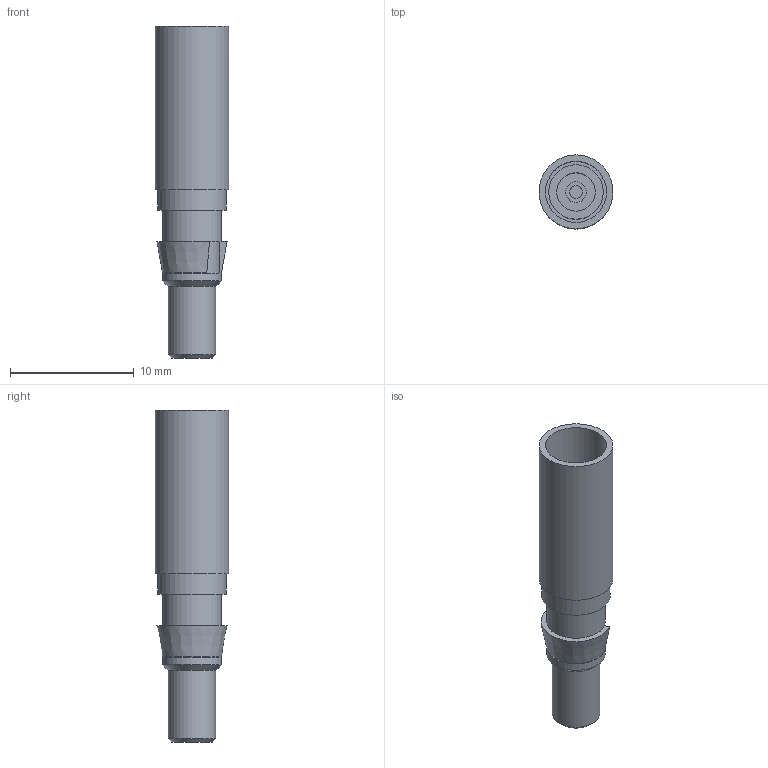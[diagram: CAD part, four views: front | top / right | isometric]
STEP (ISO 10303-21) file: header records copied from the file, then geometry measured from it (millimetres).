
FILE_DESCRIPTION(/* description */ ('Alibre Inc.'),/* implementation_level */ '2;1');
FILE_NAME(/* name */ 'export0',/* time_stamp */ '2010-07-08T10:44:04-07:00',/* author */ (''),/* organization */ (''),/* preprocessor_version */ 'ST-DEVELOPER v10',/* originating_system */ 'Alibre',/* authorisation */ '');
FILE_SCHEMA (('CONFIG_CONTROL_DESIGN'));
Length unit declared in the file: centimetre
Products named in the file (1): 110963
Bounding box: 5.97 x 5.97 x 26.8 mm (x, y, z)
Volume: 395.2 mm3; surface area: 1099.6 mm2
Topology: 1 solids, 1 shells, 405 faces, 1144 edges, 761 vertices
Faces by surface type: bspline 216, plane 159, cylinder 25, cone 4, torus 1
Full cylindrical faces by diameter (mm): 0.991 x1, 1.016 x1, 1.067 x1, 1.676 x1, 1.981 x1, 3.099 x1, 3.835 x1, 4.394 x1, 4.44 x1, 4.75 x2, 4.928 x1, 5.512 x1, 5.969 x1
Entity records: 13385 total; most frequent: CARTESIAN_POINT 4992, ORIENTED_EDGE 2096, EDGE_CURVE 1048, DIRECTION 899, VERTEX_POINT 709, VECTOR 526, LINE 526, EDGE_LOOP 459
